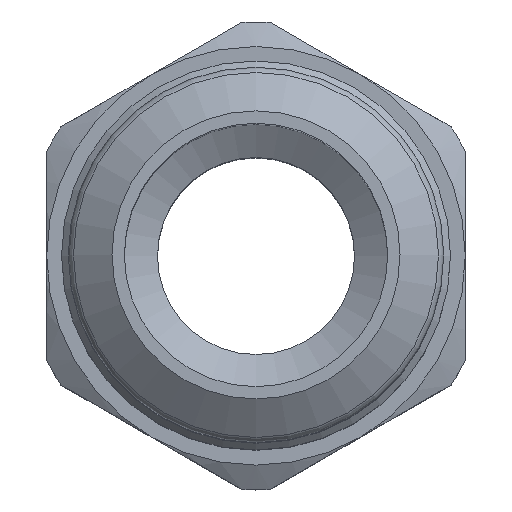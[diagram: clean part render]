
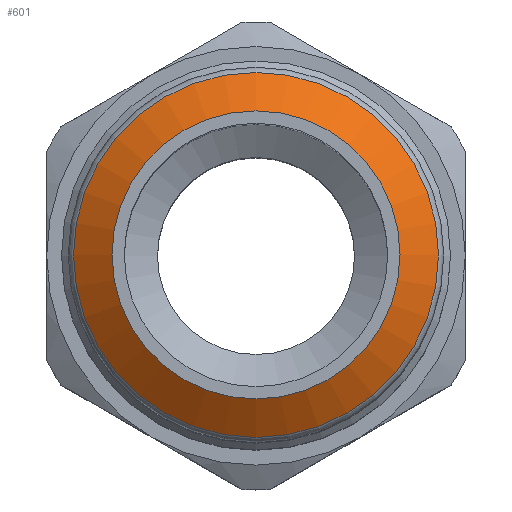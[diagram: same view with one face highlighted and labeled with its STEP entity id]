
A CAD part, top view. The second image highlights one B-rep face of the part: STEP entity #601.
In plain terms, the highlighted conical face has half-angle 55 degrees and reference radius 6.737 mm.
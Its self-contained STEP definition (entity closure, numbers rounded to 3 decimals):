
#86=FACE_OUTER_BOUND('',#125,.T.);
#125=EDGE_LOOP('',(#511,#512,#513,#514,#515));
#157=LINE('',#1091,#185);
#185=VECTOR('',#863,6.738);
#225=CIRCLE('',#692,7.412);
#226=CIRCLE('',#693,7.412);
#228=CIRCLE('',#697,5.85);
#279=VERTEX_POINT('',#1079);
#280=VERTEX_POINT('',#1081);
#282=VERTEX_POINT('',#1089);
#358=EDGE_CURVE('',#279,#280,#225,.T.);
#359=EDGE_CURVE('',#280,#279,#226,.T.);
#362=EDGE_CURVE('',#282,#282,#228,.T.);
#363=EDGE_CURVE('',#282,#280,#157,.T.);
#511=ORIENTED_EDGE('',*,*,#362,.F.);
#512=ORIENTED_EDGE('',*,*,#363,.T.);
#513=ORIENTED_EDGE('',*,*,#358,.F.);
#514=ORIENTED_EDGE('',*,*,#359,.F.);
#515=ORIENTED_EDGE('',*,*,#363,.F.);
#569=CONICAL_SURFACE('',#696,6.738,0.96);
#601=ADVANCED_FACE('',(#86),#569,.T.);
#692=AXIS2_PLACEMENT_3D('',#1082,#850,#851);
#693=AXIS2_PLACEMENT_3D('',#1083,#852,#853);
#696=AXIS2_PLACEMENT_3D('',#1088,#859,#860);
#697=AXIS2_PLACEMENT_3D('',#1090,#861,#862);
#850=DIRECTION('center_axis',(0.,0.,-1.));
#851=DIRECTION('ref_axis',(0.,-1.,0.));
#852=DIRECTION('center_axis',(0.,0.,-1.));
#853=DIRECTION('ref_axis',(0.,-1.,0.));
#859=DIRECTION('center_axis',(0.,0.,-1.));
#860=DIRECTION('ref_axis',(0.,1.,0.));
#861=DIRECTION('center_axis',(0.,0.,1.));
#862=DIRECTION('ref_axis',(0.,1.,0.));
#863=DIRECTION('',(0.,-0.819,-0.574));
#1079=CARTESIAN_POINT('',(7.412,0.,37.906));
#1081=CARTESIAN_POINT('',(0.,-7.412,37.906));
#1082=CARTESIAN_POINT('Origin',(0.,0.,37.906));
#1083=CARTESIAN_POINT('Origin',(0.,0.,37.906));
#1088=CARTESIAN_POINT('Origin',(0.,0.,38.379));
#1089=CARTESIAN_POINT('',(0.,-5.85,39.));
#1090=CARTESIAN_POINT('Origin',(0.,0.,39.));
#1091=CARTESIAN_POINT('',(0.,-6.738,38.379));
